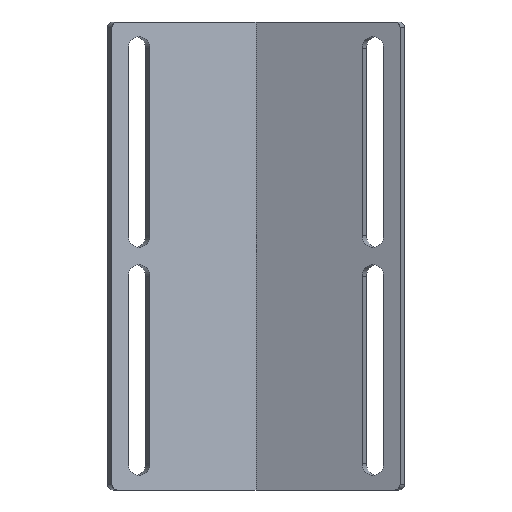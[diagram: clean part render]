
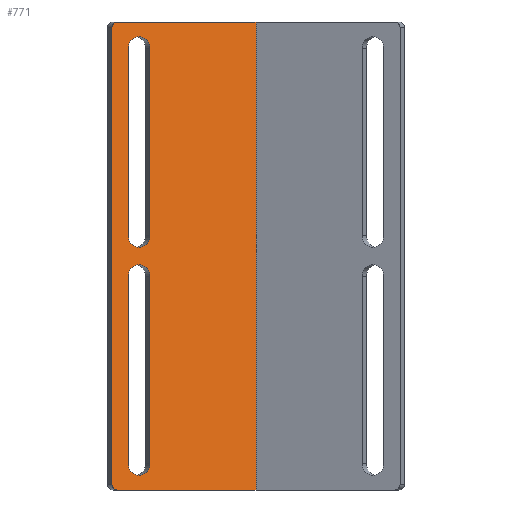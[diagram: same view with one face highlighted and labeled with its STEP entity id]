
A CAD part, front view. The second image highlights one B-rep face of the part: STEP entity #771.
In plain terms, the highlighted planar face has unit normal (0.371, -0.928, 0).
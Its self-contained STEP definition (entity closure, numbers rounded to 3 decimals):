
#2 = CARTESIAN_POINT ( 'NONE',  ( 0., -1.077, -40. ) ) ;
#22 = DIRECTION ( 'NONE',  ( -0.371, 0.928, 0. ) ) ;
#32 = ORIENTED_EDGE ( 'NONE', *, *, #1798, .T. ) ;
#34 = CARTESIAN_POINT ( 'NONE',  ( -23.7, -10.557, -39. ) ) ;
#44 = CARTESIAN_POINT ( 'NONE',  ( 0., -1.077, 40. ) ) ;
#45 = CARTESIAN_POINT ( 'NONE',  ( -18.129, -8.329, -35.5 ) ) ;
#50 = CARTESIAN_POINT ( 'NONE',  ( -21.843, -9.814, -3.5 ) ) ;
#87 = VERTEX_POINT ( 'NONE', #129 ) ;
#93 = LINE ( 'NONE', #1886, #1591 ) ;
#96 = CARTESIAN_POINT ( 'NONE',  ( 0., -1.077, -40. ) ) ;
#97 = EDGE_CURVE ( 'NONE', #1715, #1600, #1266, .T. ) ;
#111 = VERTEX_POINT ( 'NONE', #2 ) ;
#129 = CARTESIAN_POINT ( 'NONE',  ( -18.129, -8.329, -35.5 ) ) ;
#138 = ORIENTED_EDGE ( 'NONE', *, *, #1249, .T. ) ;
#140 = VERTEX_POINT ( 'NONE', #723 ) ;
#145 = EDGE_CURVE ( 'NONE', #1593, #1762, #1609, .T. ) ;
#171 = DIRECTION ( 'NONE',  ( 0., 0., -1. ) ) ;
#192 = LINE ( 'NONE', #45, #221 ) ;
#221 = VECTOR ( 'NONE', #171, 1000. ) ;
#225 = CARTESIAN_POINT ( 'NONE',  ( -21.843, -9.814, 3.5 ) ) ;
#228 = DIRECTION ( 'NONE',  ( -0.928, -0.371, 0. ) ) ;
#235 = ORIENTED_EDGE ( 'NONE', *, *, #1015, .T. ) ;
#251 = ORIENTED_EDGE ( 'NONE', *, *, #856, .T. ) ;
#260 = EDGE_CURVE ( 'NONE', #906, #87, #192, .T. ) ;
#310 = ORIENTED_EDGE ( 'NONE', *, *, #385, .T. ) ;
#316 = CARTESIAN_POINT ( 'NONE',  ( -21.843, -9.814, -35.5 ) ) ;
#323 = CARTESIAN_POINT ( 'NONE',  ( -18.129, -8.329, 3.5 ) ) ;
#355 = DIRECTION ( 'NONE',  ( 0.928, 0.371, 0. ) ) ;
#368 = CARTESIAN_POINT ( 'NONE',  ( -19.986, -9.072, -35.5 ) ) ;
#385 = EDGE_CURVE ( 'NONE', #87, #1593, #1879, .T. ) ;
#409 = DIRECTION ( 'NONE',  ( 0., 0., -1. ) ) ;
#429 = EDGE_LOOP ( 'NONE', ( #1409, #310, #1068, #975 ) ) ;
#431 = CARTESIAN_POINT ( 'NONE',  ( -24.629, -10.928, 39. ) ) ;
#451 = DIRECTION ( 'NONE',  ( 0., 0., 1. ) ) ;
#477 = DIRECTION ( 'NONE',  ( -0.928, -0.371, 0. ) ) ;
#482 = ORIENTED_EDGE ( 'NONE', *, *, #1542, .F. ) ;
#488 = LINE ( 'NONE', #791, #1811 ) ;
#499 = DIRECTION ( 'NONE',  ( -0.928, -0.371, 0. ) ) ;
#513 = CARTESIAN_POINT ( 'NONE',  ( 0., -1.077, 40. ) ) ;
#529 = EDGE_LOOP ( 'NONE', ( #1894, #1351, #724, #482, #138, #1576 ) ) ;
#539 = DIRECTION ( 'NONE',  ( 0.371, -0.928, 0. ) ) ;
#551 = PLANE ( 'NONE',  #734 ) ;
#559 = CARTESIAN_POINT ( 'NONE',  ( -21.843, -9.814, -35.5 ) ) ;
#570 = LINE ( 'NONE', #1161, #1574 ) ;
#571 = EDGE_CURVE ( 'NONE', #850, #1654, #570, .T. ) ;
#584 = CARTESIAN_POINT ( 'NONE',  ( -18.129, -8.329, 35.5 ) ) ;
#609 = VERTEX_POINT ( 'NONE', #513 ) ;
#634 = VERTEX_POINT ( 'NONE', #323 ) ;
#652 = LINE ( 'NONE', #44, #1845 ) ;
#669 = FACE_BOUND ( 'NONE', #1581, .T. ) ;
#689 = FACE_OUTER_BOUND ( 'NONE', #529, .T. ) ;
#723 = CARTESIAN_POINT ( 'NONE',  ( -23.7, -10.557, -40. ) ) ;
#724 = ORIENTED_EDGE ( 'NONE', *, *, #757, .F. ) ;
#734 = AXIS2_PLACEMENT_3D ( 'NONE', #1272, #539, #1264 ) ;
#757 = EDGE_CURVE ( 'NONE', #111, #140, #1700, .T. ) ;
#771 = ADVANCED_FACE ( 'NONE', ( #689, #1403, #669 ), #551, .T. ) ;
#782 = DIRECTION ( 'NONE',  ( 0.371, -0.928, 0. ) ) ;
#790 = DIRECTION ( 'NONE',  ( -0.928, -0.371, 0. ) ) ;
#791 = CARTESIAN_POINT ( 'NONE',  ( -24.629, -10.928, 40. ) ) ;
#805 = CARTESIAN_POINT ( 'NONE',  ( -19.986, -9.072, 35.5 ) ) ;
#838 = AXIS2_PLACEMENT_3D ( 'NONE', #34, #782, #355 ) ;
#850 = VERTEX_POINT ( 'NONE', #225 ) ;
#856 = EDGE_CURVE ( 'NONE', #1654, #1666, #1532, .T. ) ;
#859 = DIRECTION ( 'NONE',  ( -0.928, -0.371, 0. ) ) ;
#906 = VERTEX_POINT ( 'NONE', #1533 ) ;
#951 = VECTOR ( 'NONE', #1630, 1000. ) ;
#975 = ORIENTED_EDGE ( 'NONE', *, *, #1226, .T. ) ;
#990 = DIRECTION ( 'NONE',  ( -0.371, 0.928, 0. ) ) ;
#1015 = EDGE_CURVE ( 'NONE', #1666, #634, #93, .T. ) ;
#1037 = LINE ( 'NONE', #1182, #951 ) ;
#1068 = ORIENTED_EDGE ( 'NONE', *, *, #145, .T. ) ;
#1090 = CARTESIAN_POINT ( 'NONE',  ( -19.986, -9.072, 3.5 ) ) ;
#1128 = AXIS2_PLACEMENT_3D ( 'NONE', #805, #1358, #1808 ) ;
#1135 = DIRECTION ( 'NONE',  ( 0.371, -0.928, 0. ) ) ;
#1136 = CIRCLE ( 'NONE', #838, 1. ) ;
#1161 = CARTESIAN_POINT ( 'NONE',  ( -21.843, -9.814, 35.5 ) ) ;
#1173 = AXIS2_PLACEMENT_3D ( 'NONE', #1090, #22, #790 ) ;
#1182 = CARTESIAN_POINT ( 'NONE',  ( 0., -1.077, 40. ) ) ;
#1202 = CARTESIAN_POINT ( 'NONE',  ( -23.7, -10.557, 40. ) ) ;
#1205 = AXIS2_PLACEMENT_3D ( 'NONE', #1580, #1135, #1599 ) ;
#1212 = DIRECTION ( 'NONE',  ( 0., 0., -1. ) ) ;
#1215 = VERTEX_POINT ( 'NONE', #1803 ) ;
#1226 = EDGE_CURVE ( 'NONE', #1762, #906, #1322, .T. ) ;
#1249 = EDGE_CURVE ( 'NONE', #609, #1715, #652, .T. ) ;
#1264 = DIRECTION ( 'NONE',  ( 0.928, 0.371, 0. ) ) ;
#1266 = CIRCLE ( 'NONE', #1205, 1. ) ;
#1272 = CARTESIAN_POINT ( 'NONE',  ( 0., -1.077, 40. ) ) ;
#1322 = CIRCLE ( 'NONE', #1626, 2. ) ;
#1328 = EDGE_CURVE ( 'NONE', #1600, #1215, #488, .T. ) ;
#1334 = ORIENTED_EDGE ( 'NONE', *, *, #571, .T. ) ;
#1339 = EDGE_CURVE ( 'NONE', #1215, #140, #1136, .T. ) ;
#1351 = ORIENTED_EDGE ( 'NONE', *, *, #1339, .T. ) ;
#1358 = DIRECTION ( 'NONE',  ( -0.371, 0.928, 0. ) ) ;
#1364 = CARTESIAN_POINT ( 'NONE',  ( -19.986, -9.072, -3.5 ) ) ;
#1380 = VECTOR ( 'NONE', #228, 1000. ) ;
#1403 = FACE_BOUND ( 'NONE', #429, .T. ) ;
#1409 = ORIENTED_EDGE ( 'NONE', *, *, #260, .T. ) ;
#1510 = DIRECTION ( 'NONE',  ( -0.371, 0.928, 0. ) ) ;
#1532 = CIRCLE ( 'NONE', #1128, 2. ) ;
#1533 = CARTESIAN_POINT ( 'NONE',  ( -18.129, -8.329, -3.5 ) ) ;
#1542 = EDGE_CURVE ( 'NONE', #609, #111, #1037, .T. ) ;
#1574 = VECTOR ( 'NONE', #1745, 1000. ) ;
#1576 = ORIENTED_EDGE ( 'NONE', *, *, #97, .T. ) ;
#1580 = CARTESIAN_POINT ( 'NONE',  ( -23.7, -10.557, 39. ) ) ;
#1581 = EDGE_LOOP ( 'NONE', ( #1334, #251, #235, #32 ) ) ;
#1591 = VECTOR ( 'NONE', #409, 1000. ) ;
#1593 = VERTEX_POINT ( 'NONE', #316 ) ;
#1599 = DIRECTION ( 'NONE',  ( 0.928, 0.371, 0. ) ) ;
#1600 = VERTEX_POINT ( 'NONE', #431 ) ;
#1606 = VECTOR ( 'NONE', #451, 1000. ) ;
#1609 = LINE ( 'NONE', #559, #1606 ) ;
#1626 = AXIS2_PLACEMENT_3D ( 'NONE', #1364, #1510, #477 ) ;
#1630 = DIRECTION ( 'NONE',  ( 0., 0., -1. ) ) ;
#1654 = VERTEX_POINT ( 'NONE', #1891 ) ;
#1666 = VERTEX_POINT ( 'NONE', #584 ) ;
#1695 = AXIS2_PLACEMENT_3D ( 'NONE', #368, #990, #859 ) ;
#1700 = LINE ( 'NONE', #96, #1380 ) ;
#1715 = VERTEX_POINT ( 'NONE', #1202 ) ;
#1722 = CIRCLE ( 'NONE', #1173, 2. ) ;
#1745 = DIRECTION ( 'NONE',  ( 0., 0., 1. ) ) ;
#1762 = VERTEX_POINT ( 'NONE', #50 ) ;
#1798 = EDGE_CURVE ( 'NONE', #634, #850, #1722, .T. ) ;
#1803 = CARTESIAN_POINT ( 'NONE',  ( -24.629, -10.928, -39. ) ) ;
#1808 = DIRECTION ( 'NONE',  ( -0.928, -0.371, 0. ) ) ;
#1811 = VECTOR ( 'NONE', #1212, 1000. ) ;
#1845 = VECTOR ( 'NONE', #499, 1000. ) ;
#1879 = CIRCLE ( 'NONE', #1695, 2. ) ;
#1886 = CARTESIAN_POINT ( 'NONE',  ( -18.129, -8.329, 35.5 ) ) ;
#1891 = CARTESIAN_POINT ( 'NONE',  ( -21.843, -9.814, 35.5 ) ) ;
#1894 = ORIENTED_EDGE ( 'NONE', *, *, #1328, .T. ) ;
